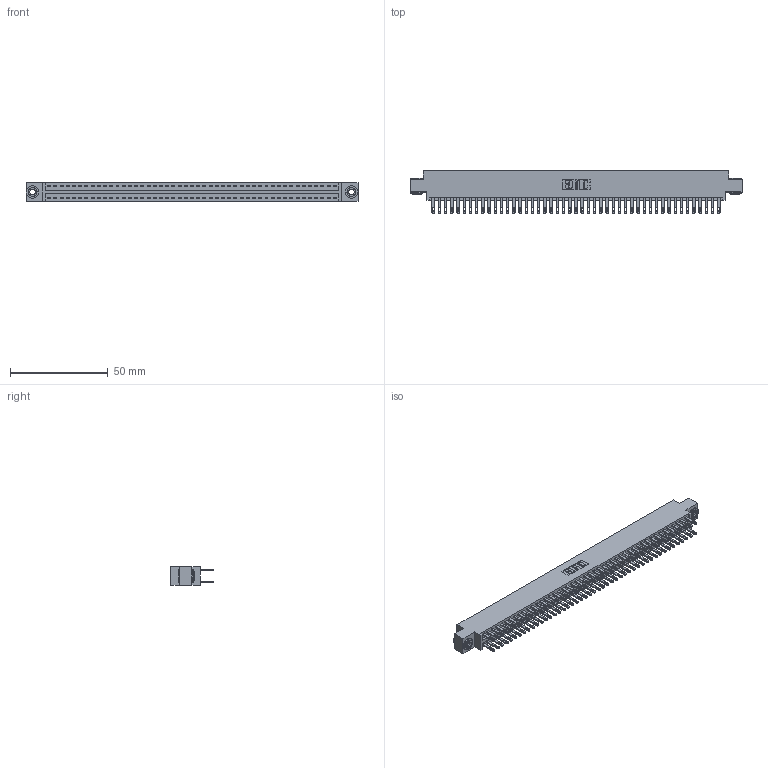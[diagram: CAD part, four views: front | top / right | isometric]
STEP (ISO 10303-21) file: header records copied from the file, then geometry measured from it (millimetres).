
FILE_DESCRIPTION (( 'STEP AP203' ), '1' );
FILE_NAME ('346-094-500-803.STEP', '2022-05-26T09:09:32', ( '' ), ( '' ), 'SwSTEP 2.0', 'SolidWorks 2020', '' );
FILE_SCHEMA (( 'CONFIG_CONTROL_DESIGN' ));
Length unit declared in the file: inch
Products named in the file (4): 345-250-002_345-250-002-102; 345-292-001_345-293-100; 346-094-500-803; 346 Part_0.170 Offset - 0.156 Dia-TH
Assembly tree (97 placements, depth 2):
  346-094-500-803
    346 Part_0.170 Offset - 0.156 Dia-TH
    345-292-001_345-293-100  x94
    345-250-002_345-250-002-102  x2
Bounding box: 169.8 x 21.84 x 9.4 mm (x, y, z)
Volume: 16730.3 mm3; surface area: 24487.7 mm2
Topology: 97 solids, 97 shells, 4690 faces, 14271 edges, 9510 vertices
Faces by surface type: plane 2830, cylinder 1852, cone 8
Entity records: 31128 total; most frequent: CARTESIAN_POINT 5105, ORIENTED_EDGE 5030, DIRECTION 4581, EDGE_CURVE 2515, LINE 2167, VECTOR 2167, VERTEX_POINT 1674, AXIS2_PLACEMENT_3D 1207
